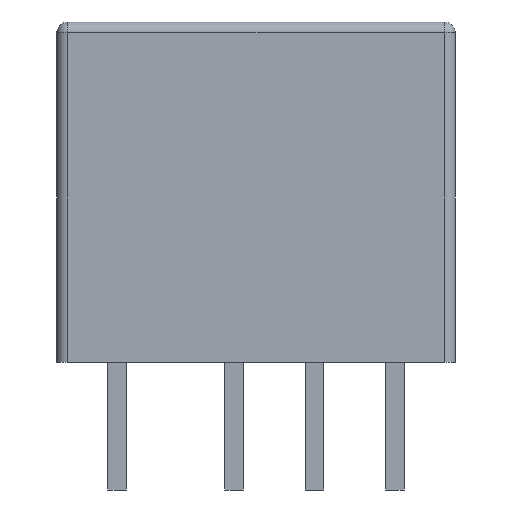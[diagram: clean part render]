
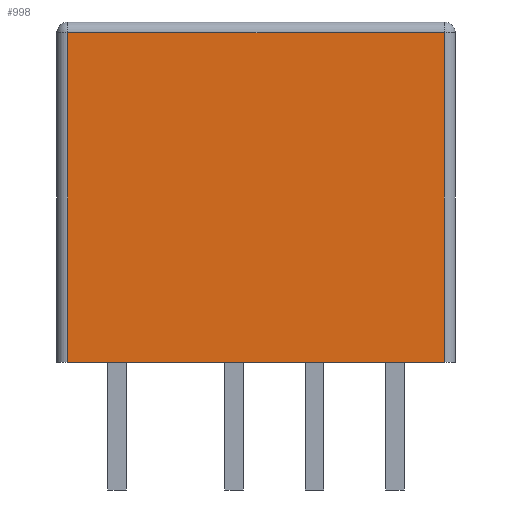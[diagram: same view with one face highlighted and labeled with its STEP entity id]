
A CAD part, front view. The second image highlights one B-rep face of the part: STEP entity #998.
In plain terms, the highlighted planar face has unit normal (0, -1, 0).
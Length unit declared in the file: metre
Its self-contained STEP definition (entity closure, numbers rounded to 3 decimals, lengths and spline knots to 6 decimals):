
#56=ORIENTED_EDGE('',*,*,#320,.T.);
#57=ORIENTED_EDGE('',*,*,#321,.T.);
#58=ORIENTED_EDGE('',*,*,#322,.T.);
#59=ORIENTED_EDGE('',*,*,#323,.T.);
#320=EDGE_CURVE('',#452,#453,#536,.T.);
#321=EDGE_CURVE('',#453,#454,#537,.F.);
#322=EDGE_CURVE('',#454,#455,#538,.F.);
#323=EDGE_CURVE('',#455,#452,#539,.T.);
#452=VERTEX_POINT('',#1778);
#453=VERTEX_POINT('',#1779);
#454=VERTEX_POINT('',#1781);
#455=VERTEX_POINT('',#1783);
#536=LINE('',#1777,#652);
#537=LINE('',#1780,#653);
#538=LINE('',#1782,#654);
#539=LINE('',#1784,#655);
#652=VECTOR('',#1507,1.);
#653=VECTOR('',#1508,1.);
#654=VECTOR('',#1509,1.);
#655=VECTOR('',#1510,1.);
#762=EDGE_LOOP('',(#56,#57,#58,#59));
#828=FACE_BOUND('',#762,.T.);
#894=PLANE('',#1419);
#998=ADVANCED_FACE('',(#828),#894,.F.);
#1419=AXIS2_PLACEMENT_3D('',#1776,#1505,#1506);
#1505=DIRECTION('',(0.,1.,0.));
#1506=DIRECTION('',(0.,0.,1.));
#1507=DIRECTION('',(1.,0.,0.));
#1508=DIRECTION('',(0.,0.,-1.));
#1509=DIRECTION('',(1.,0.,0.));
#1510=DIRECTION('',(0.,0.,-1.));
#1776=CARTESIAN_POINT('',(0.,-0.003,0.0093));
#1777=CARTESIAN_POINT('',(0.,-0.003,0.));
#1778=CARTESIAN_POINT('',(-0.00515,-0.003,0.));
#1779=CARTESIAN_POINT('',(0.00515,-0.003,0.));
#1780=CARTESIAN_POINT('',(0.00515,-0.003,0.0093));
#1781=CARTESIAN_POINT('',(0.00515,-0.003,0.009));
#1782=CARTESIAN_POINT('',(-0.00545,-0.003,0.009));
#1783=CARTESIAN_POINT('',(-0.00515,-0.003,0.009));
#1784=CARTESIAN_POINT('',(-0.00515,-0.003,0.0093));
